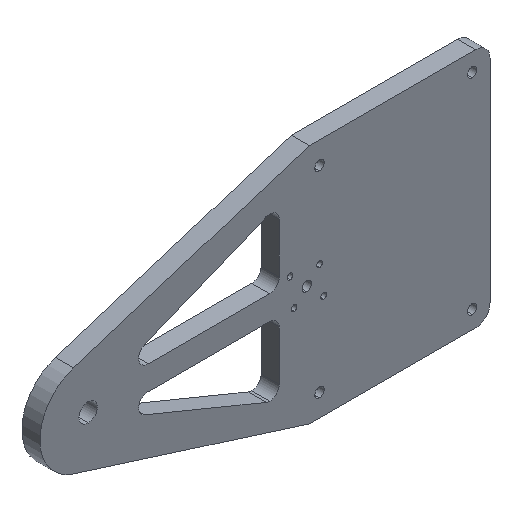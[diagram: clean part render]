
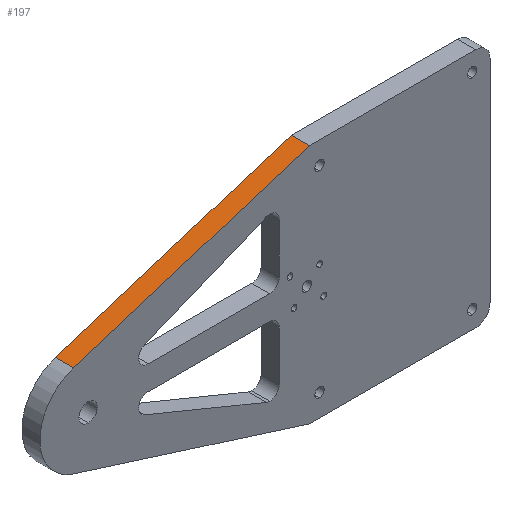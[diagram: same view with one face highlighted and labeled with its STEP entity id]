
A CAD part, isometric view. The second image highlights one B-rep face of the part: STEP entity #197.
In plain terms, the highlighted planar face has unit normal (-0.301, 0, 0.954).
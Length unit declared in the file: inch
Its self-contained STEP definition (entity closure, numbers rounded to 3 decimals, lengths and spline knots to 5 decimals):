
#2 = DIRECTION ( 'NONE',  ( 0.954, 0., 0.301 ) ) ;
#14 = CARTESIAN_POINT ( 'NONE',  ( -6.76835, 0., 0.95351 ) ) ;
#69 = PLANE ( 'NONE',  #776 ) ;
#85 = VERTEX_POINT ( 'NONE', #850 ) ;
#101 = DIRECTION ( 'NONE',  ( 0., 1., 0. ) ) ;
#109 = ORIENTED_EDGE ( 'NONE', *, *, #503, .F. ) ;
#127 = CARTESIAN_POINT ( 'NONE',  ( -1.875, 0., 2.5 ) ) ;
#129 = EDGE_CURVE ( 'NONE', #85, #988, #724, .T. ) ;
#131 = LINE ( 'NONE', #1321, #1553 ) ;
#135 = CARTESIAN_POINT ( 'NONE',  ( -1.875, 0.375, 2.5 ) ) ;
#197 = ADVANCED_FACE ( 'NONE', ( #766 ), #69, .T. ) ;
#389 = VECTOR ( 'NONE', #607, 39.37008 ) ;
#408 = CARTESIAN_POINT ( 'NONE',  ( -1.875, 0., 2.5 ) ) ;
#500 = EDGE_CURVE ( 'NONE', #1148, #85, #131, .T. ) ;
#503 = EDGE_CURVE ( 'NONE', #996, #1148, #1306, .T. ) ;
#607 = DIRECTION ( 'NONE',  ( 0., -1., 0. ) ) ;
#701 = CARTESIAN_POINT ( 'NONE',  ( -6.76835, 0., 0.95351 ) ) ;
#724 = LINE ( 'NONE', #135, #389 ) ;
#766 = FACE_OUTER_BOUND ( 'NONE', #1528, .T. ) ;
#776 = AXIS2_PLACEMENT_3D ( 'NONE', #408, #1391, #1506 ) ;
#850 = CARTESIAN_POINT ( 'NONE',  ( -1.875, 0.375, 2.5 ) ) ;
#988 = VERTEX_POINT ( 'NONE', #1341 ) ;
#996 = VERTEX_POINT ( 'NONE', #14 ) ;
#1045 = VECTOR ( 'NONE', #2, 39.37008 ) ;
#1047 = DIRECTION ( 'NONE',  ( 0.954, 0., 0.301 ) ) ;
#1148 = VERTEX_POINT ( 'NONE', #1465 ) ;
#1306 = LINE ( 'NONE', #701, #1524 ) ;
#1317 = LINE ( 'NONE', #127, #1045 ) ;
#1321 = CARTESIAN_POINT ( 'NONE',  ( -1.875, 0.375, 2.5 ) ) ;
#1341 = CARTESIAN_POINT ( 'NONE',  ( -1.875, 0., 2.5 ) ) ;
#1359 = ORIENTED_EDGE ( 'NONE', *, *, #1539, .T. ) ;
#1391 = DIRECTION ( 'NONE',  ( -0.301, 0., 0.954 ) ) ;
#1456 = ORIENTED_EDGE ( 'NONE', *, *, #500, .F. ) ;
#1463 = ORIENTED_EDGE ( 'NONE', *, *, #129, .F. ) ;
#1465 = CARTESIAN_POINT ( 'NONE',  ( -6.76835, 0.375, 0.95351 ) ) ;
#1506 = DIRECTION ( 'NONE',  ( 0.954, 0., 0.301 ) ) ;
#1524 = VECTOR ( 'NONE', #101, 39.37008 ) ;
#1528 = EDGE_LOOP ( 'NONE', ( #1456, #109, #1359, #1463 ) ) ;
#1539 = EDGE_CURVE ( 'NONE', #996, #988, #1317, .T. ) ;
#1553 = VECTOR ( 'NONE', #1047, 39.37008 ) ;
